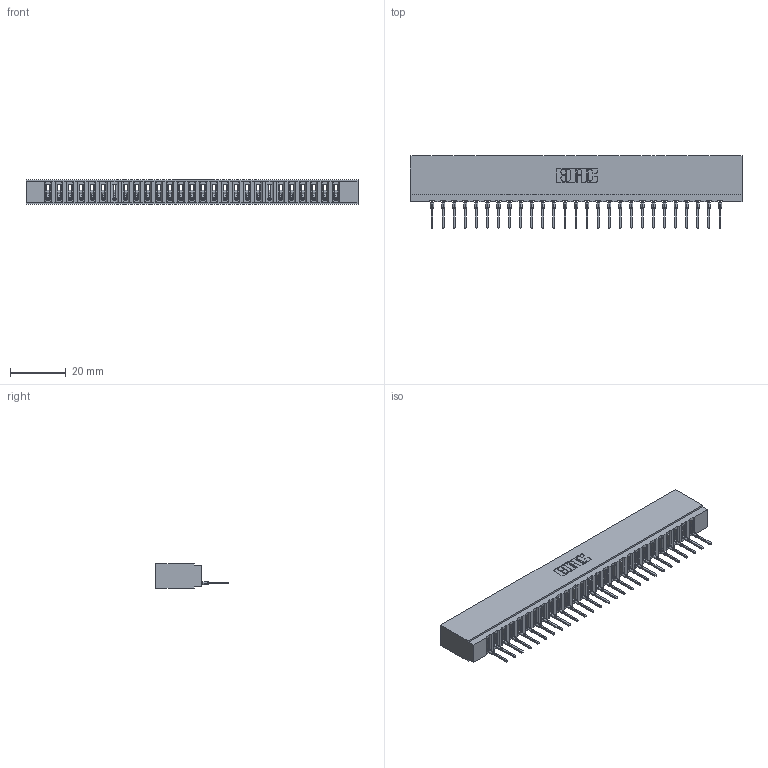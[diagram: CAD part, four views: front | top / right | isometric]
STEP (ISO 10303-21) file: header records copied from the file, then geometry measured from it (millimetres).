
FILE_DESCRIPTION (( 'STEP AP203' ), '1' );
FILE_NAME ('737-027-522-101.STEP', '2020-09-10T22:40:56', ( '' ), ( '' ), 'SwSTEP 2.0', 'SolidWorks 2020', '' );
FILE_SCHEMA (( 'CONFIG_CONTROL_DESIGN' ));
Length unit declared in the file: inch
Products named in the file (3): 737-027-522-101; 745-292-001_522; 737 Part_Insulator Option - 01
Assembly tree (28 placements, depth 2):
  737-027-522-101
    737 Part_Insulator Option - 01
    745-292-001_522  x27
Bounding box: 118.82 x 25.92 x 8.89 mm (x, y, z)
Volume: 11603.5 mm3; surface area: 15383.2 mm2
Topology: 28 solids, 28 shells, 3145 faces, 8652 edges, 5462 vertices
Faces by surface type: plane 1890, cylinder 553, bspline 540, torus 162
Entity records: 47503 total; most frequent: CARTESIAN_POINT 8876, ORIENTED_EDGE 8308, DIRECTION 7210, EDGE_CURVE 4154, VECTOR 3810, LINE 3810, VERTEX_POINT 2654, AXIS2_PLACEMENT_3D 1700
